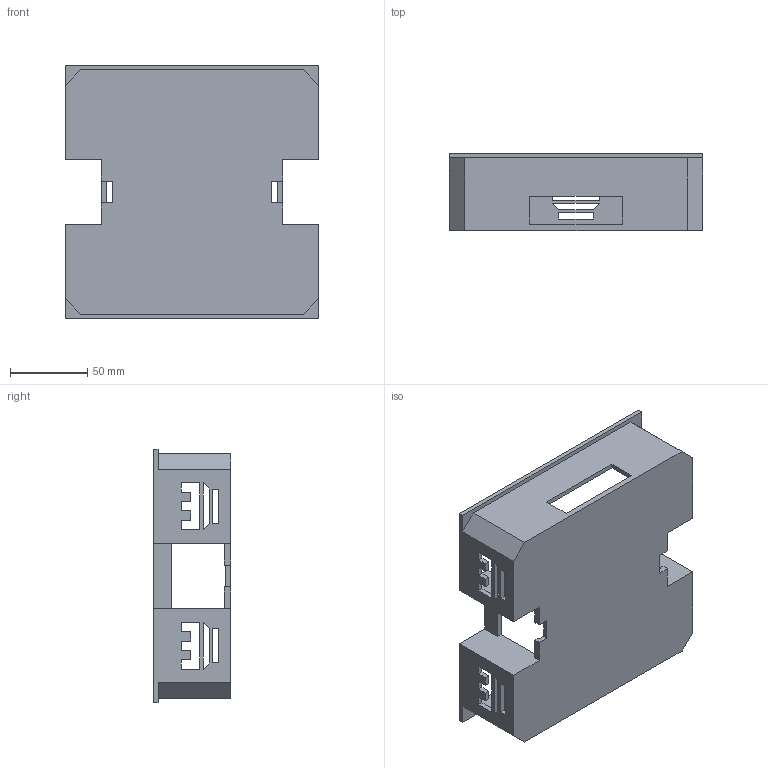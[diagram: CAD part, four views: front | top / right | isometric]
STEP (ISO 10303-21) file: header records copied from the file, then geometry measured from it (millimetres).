
FILE_DESCRIPTION (( 'STEP AP214' ), '1' );
FILE_NAME ('V1Rook Electronics Tray 2.1.STEP', '2022-11-15T20:36:15', ( '' ), ( '' ), 'SwSTEP 2.0', 'SolidWorks 2020', '' );
FILE_SCHEMA (( 'AUTOMOTIVE_DESIGN' ));
Length unit declared in the file: millimetre
Products named in the file (1): V1Rook Electronics Tray 2.1
Bounding box: 164.5 x 50 x 164.5 mm (x, y, z)
Volume: 154808.5 mm3; surface area: 110346.9 mm2
Topology: 1 solids, 1 shells, 159 faces, 480 edges, 320 vertices
Faces by surface type: plane 159
Entity records: 5380 total; most frequent: CARTESIAN_POINT 960, ORIENTED_EDGE 960, DIRECTION 800, VECTOR 480, EDGE_CURVE 480, LINE 480, VERTEX_POINT 320, EDGE_LOOP 192
